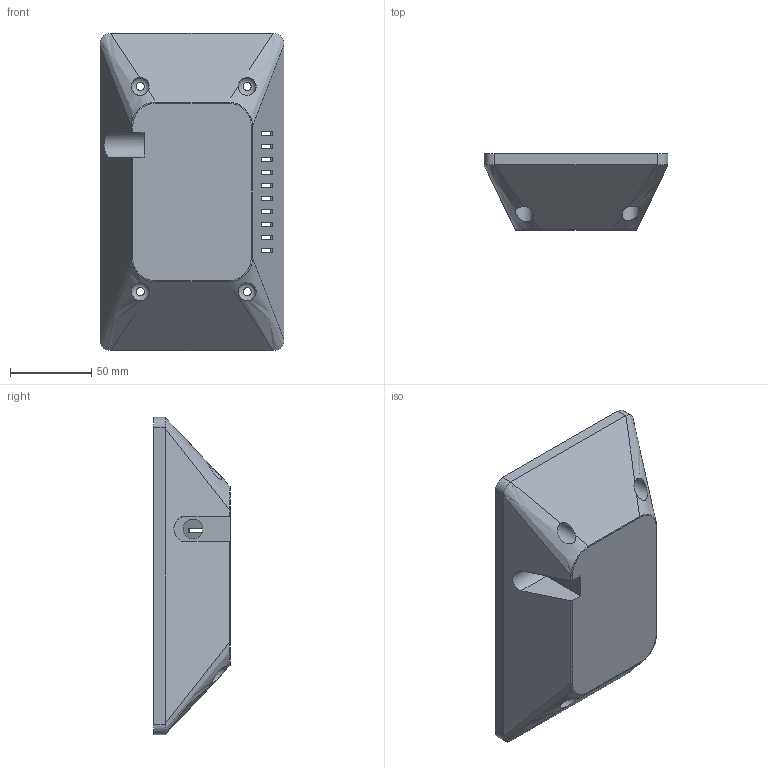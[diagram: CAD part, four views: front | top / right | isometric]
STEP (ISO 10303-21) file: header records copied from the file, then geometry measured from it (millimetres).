
FILE_DESCRIPTION(/* description */ (''),/* implementation_level */ '2;1');
FILE_NAME(/* name */ 'Raspberry case.step',/* time_stamp */ '2022-12-10T16:50:27+01:00',/* author */ ('Harald'),/* organization */ (''),/* preprocessor_version */ 'ST-DEVELOPER v18.1',/* originating_system */ 'Autodesk Inventor 2021',/* authorisation */ '');
FILE_SCHEMA (('AUTOMOTIVE_DESIGN { 1 0 10303 214 3 1 1 }'));
Length unit declared in the file: millimetre
Products named in the file (1): Raspberry Rueckseite2
Bounding box: 113 x 47 x 195 mm (x, y, z)
Volume: 54257.7 mm3; surface area: 82568.8 mm2
Topology: 1 solids, 1 shells, 138 faces, 402 edges, 265 vertices
Faces by surface type: plane 82, cylinder 36, bspline 20
Full cylindrical faces by diameter (mm): 5 x4, 11 x4, 12 x1, 15 x4
Entity records: 5508 total; most frequent: CARTESIAN_POINT 1803, ORIENTED_EDGE 804, DIRECTION 705, EDGE_CURVE 402, VERTEX_POINT 265, LINE 255, VECTOR 255, AXIS2_PLACEMENT_3D 225
